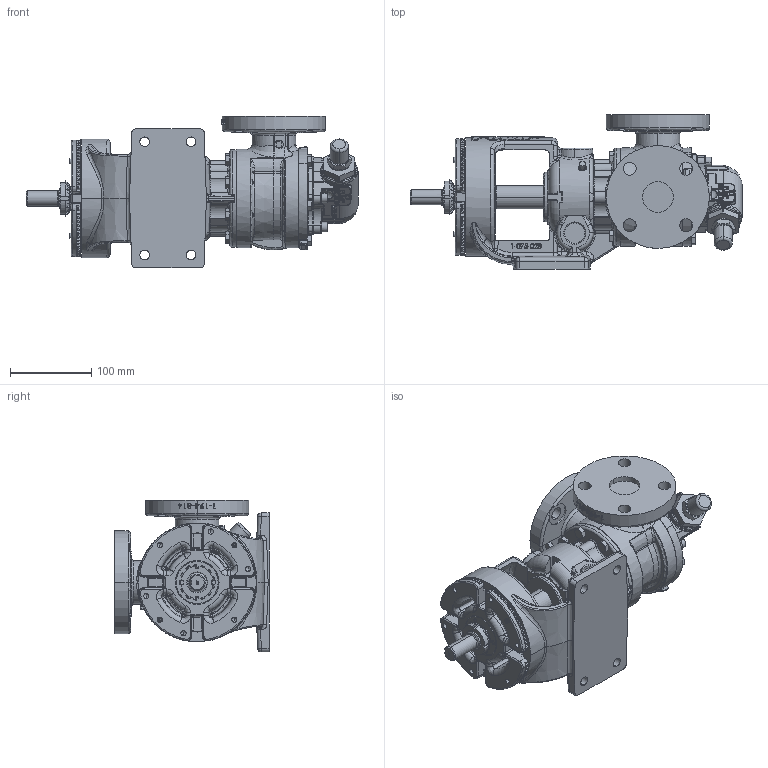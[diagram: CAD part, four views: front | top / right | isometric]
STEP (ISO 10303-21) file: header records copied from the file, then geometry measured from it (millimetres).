
FILE_DESCRIPTION (( 'STEP AP214' ), '1' );
FILE_NAME ('H223A.STEP', '2016-10-21T12:59:43', ( '' ), ( '' ), 'SwSTEP 2.0', 'SolidWorks 2015', '' );
FILE_SCHEMA (( 'AUTOMOTIVE_DESIGN' ));
Length unit declared in the file: inch
Products named in the file (2): H223A
Bounding box: 409.6 x 190.5 x 187.32 mm (x, y, z)
Volume: 3733863.2 mm3; surface area: 353634.8 mm2
Topology: 1 solids, 1 shells, 3232 faces, 8248 edges, 5077 vertices
Faces by surface type: plane 990, cylinder 823, bspline 815, cone 361, torus 162, sphere 81
Entity records: 187238 total; most frequent: CARTESIAN_POINT 95356, ORIENTED_EDGE 16350, DIRECTION 12666, EDGE_CURVE 8175, VERTEX_POINT 5077, AXIS2_PLACEMENT_3D 4917, EDGE_LOOP 3400, ADVANCED_FACE 3232
